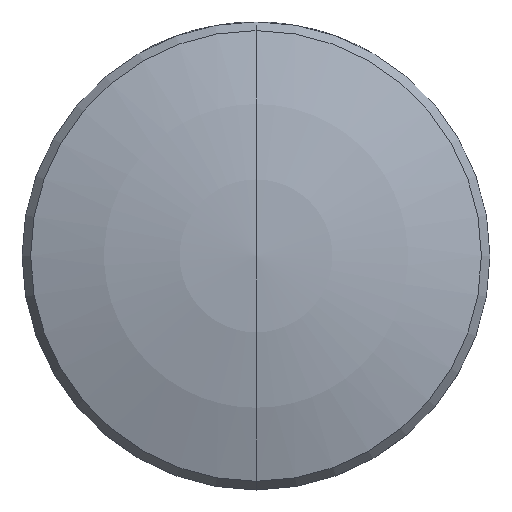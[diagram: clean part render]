
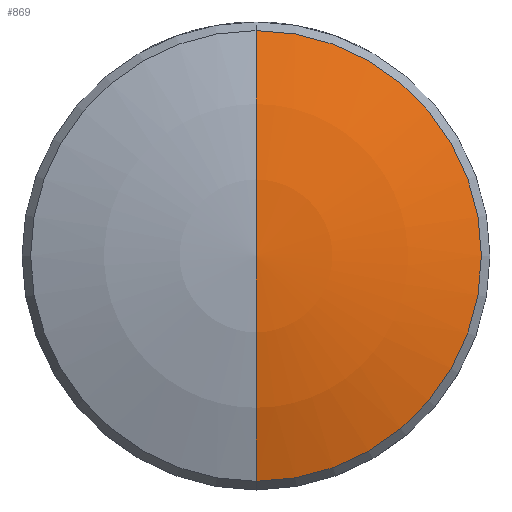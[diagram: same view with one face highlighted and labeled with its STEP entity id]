
A CAD part, top view. The second image highlights one B-rep face of the part: STEP entity #869.
In plain terms, the highlighted toroidal (fillet/blend) face has major radius 0.001 mm and minor radius 18.4 mm.
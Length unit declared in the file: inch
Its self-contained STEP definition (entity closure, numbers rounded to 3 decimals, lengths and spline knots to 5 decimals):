
#41 = CIRCLE ( 'NONE', #1351, 0.72441 ) ;
#83 = DIRECTION ( 'NONE',  ( 0., 1., 0. ) ) ;
#118 = DIRECTION ( 'NONE',  ( 0., 0., 1. ) ) ;
#144 = ORIENTED_EDGE ( 'NONE', *, *, #1026, .F. ) ;
#152 = CARTESIAN_POINT ( 'NONE',  ( 0., -0.00005, -0.60906 ) ) ;
#157 = CARTESIAN_POINT ( 'NONE',  ( 0., -0.24083, 0.07417 ) ) ;
#165 = ORIENTED_EDGE ( 'NONE', *, *, #1028, .T. ) ;
#293 = DIRECTION ( 'NONE',  ( 0., 1., 0. ) ) ;
#315 = DIRECTION ( 'NONE',  ( 0., 0., 1. ) ) ;
#455 = ORIENTED_EDGE ( 'NONE', *, *, #1595, .T. ) ;
#598 = AXIS2_PLACEMENT_3D ( 'NONE', #1662, #972, #83 ) ;
#672 = VERTEX_POINT ( 'NONE', #2088 ) ;
#768 = AXIS2_PLACEMENT_3D ( 'NONE', #1194, #2056, #315 ) ;
#772 = CARTESIAN_POINT ( 'NONE',  ( 0., 0., 0.11535 ) ) ;
#869 = ADVANCED_FACE ( 'NONE', ( #2193 ), #1278, .T. ) ;
#972 = DIRECTION ( 'NONE',  ( 0., 0., -1. ) ) ;
#1026 = EDGE_CURVE ( 'NONE', #2000, #672, #1689, .T. ) ;
#1028 = EDGE_CURVE ( 'NONE', #2000, #1301, #41, .T. ) ;
#1194 = CARTESIAN_POINT ( 'NONE',  ( 0., 0.00005, -0.60906 ) ) ;
#1201 = DIRECTION ( 'NONE',  ( 1., 0., 0. ) ) ;
#1278 = TOROIDAL_SURFACE ( 'NONE', #598, 0.00005, 0.72441 ) ;
#1301 = VERTEX_POINT ( 'NONE', #157 ) ;
#1351 = AXIS2_PLACEMENT_3D ( 'NONE', #152, #1201, #1716 ) ;
#1506 = CARTESIAN_POINT ( 'NONE',  ( 0., 0., 0.07417 ) ) ;
#1595 = EDGE_CURVE ( 'NONE', #1301, #672, #1919, .T. ) ;
#1662 = CARTESIAN_POINT ( 'NONE',  ( 0., 0., -0.60906 ) ) ;
#1689 = CIRCLE ( 'NONE', #768, 0.72441 ) ;
#1716 = DIRECTION ( 'NONE',  ( 0., 1., 0. ) ) ;
#1795 = EDGE_LOOP ( 'NONE', ( #144, #165, #455 ) ) ;
#1919 = CIRCLE ( 'NONE', #1994, 0.24083 ) ;
#1994 = AXIS2_PLACEMENT_3D ( 'NONE', #1506, #118, #293 ) ;
#2000 = VERTEX_POINT ( 'NONE', #772 ) ;
#2056 = DIRECTION ( 'NONE',  ( -1., 0., 0. ) ) ;
#2088 = CARTESIAN_POINT ( 'NONE',  ( 0., 0.24083, 0.07417 ) ) ;
#2193 = FACE_OUTER_BOUND ( 'NONE', #1795, .T. ) ;
